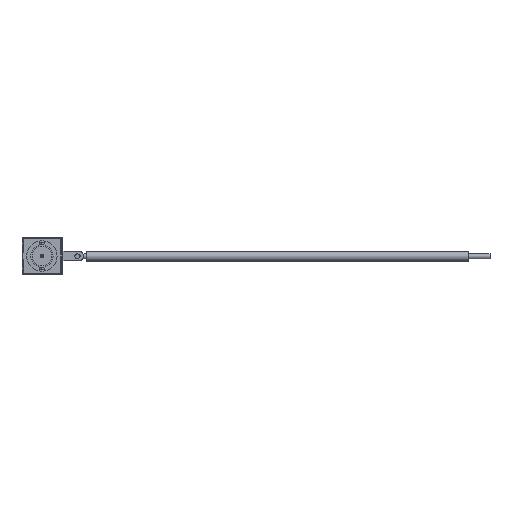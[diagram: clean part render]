
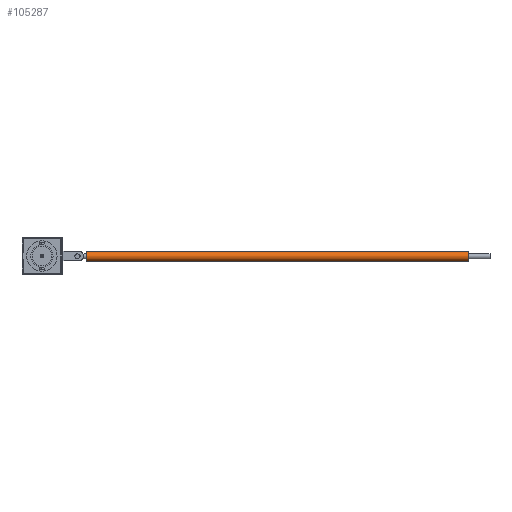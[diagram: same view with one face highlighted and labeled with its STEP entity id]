
A CAD part, left-side view. The second image highlights one B-rep face of the part: STEP entity #105287.
In plain terms, the highlighted cylindrical face has radius 2.032 mm (diameter 4.064 mm), a partial arc.
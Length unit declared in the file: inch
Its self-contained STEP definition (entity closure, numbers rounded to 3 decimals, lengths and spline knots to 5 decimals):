
#2992 = VECTOR ( 'NONE', #133833, 39.37008 ) ;
#5432 = CARTESIAN_POINT ( 'NONE',  ( 3.15, 0., 0. ) ) ;
#7943 = LINE ( 'NONE', #105488, #2992 ) ;
#9021 = CARTESIAN_POINT ( 'NONE',  ( -3.15, 0., 0. ) ) ;
#10019 = DIRECTION ( 'NONE',  ( 0., 0., 1. ) ) ;
#27948 = CIRCLE ( 'NONE', #103848, 0.08 ) ;
#33404 = EDGE_CURVE ( 'NONE', #179256, #167566, #7943, .T. ) ;
#37427 = DIRECTION ( 'NONE',  ( 0., 0., -1. ) ) ;
#40129 = VECTOR ( 'NONE', #190779, 39.37008 ) ;
#42113 = CYLINDRICAL_SURFACE ( 'NONE', #56015, 0.08 ) ;
#56015 = AXIS2_PLACEMENT_3D ( 'NONE', #152942, #150918, #10019 ) ;
#66933 = DIRECTION ( 'NONE',  ( 1., 0., 0. ) ) ;
#69291 = CIRCLE ( 'NONE', #136502, 0.08 ) ;
#100680 = VERTEX_POINT ( 'NONE', #149329 ) ;
#103848 = AXIS2_PLACEMENT_3D ( 'NONE', #9021, #132002, #37427 ) ;
#105287 = ADVANCED_FACE ( 'NONE', ( #145887 ), #42113, .T. ) ;
#105488 = CARTESIAN_POINT ( 'NONE',  ( 3.15, 0., -0.08 ) ) ;
#105512 = EDGE_CURVE ( 'NONE', #110532, #100680, #123598, .T. ) ;
#110532 = VERTEX_POINT ( 'NONE', #110593 ) ;
#110593 = CARTESIAN_POINT ( 'NONE',  ( 3.15, 0., 0.08 ) ) ;
#114685 = CARTESIAN_POINT ( 'NONE',  ( 3.15, 0., -0.08 ) ) ;
#117912 = ORIENTED_EDGE ( 'NONE', *, *, #33404, .F. ) ;
#123598 = LINE ( 'NONE', #143876, #40129 ) ;
#129961 = CARTESIAN_POINT ( 'NONE',  ( -3.15, 0., -0.08 ) ) ;
#132002 = DIRECTION ( 'NONE',  ( 1., 0., 0. ) ) ;
#133833 = DIRECTION ( 'NONE',  ( -1., 0., 0. ) ) ;
#136502 = AXIS2_PLACEMENT_3D ( 'NONE', #5432, #66933, #148361 ) ;
#143876 = CARTESIAN_POINT ( 'NONE',  ( 3.15, 0., 0.08 ) ) ;
#145887 = FACE_OUTER_BOUND ( 'NONE', #163195, .T. ) ;
#148361 = DIRECTION ( 'NONE',  ( 0., 0., -1. ) ) ;
#149329 = CARTESIAN_POINT ( 'NONE',  ( -3.15, 0., 0.08 ) ) ;
#150918 = DIRECTION ( 'NONE',  ( -1., 0., 0. ) ) ;
#152942 = CARTESIAN_POINT ( 'NONE',  ( 3.15, 0., 0. ) ) ;
#153586 = EDGE_CURVE ( 'NONE', #110532, #179256, #69291, .T. ) ;
#163195 = EDGE_LOOP ( 'NONE', ( #117912, #174706, #181088, #204642 ) ) ;
#167566 = VERTEX_POINT ( 'NONE', #129961 ) ;
#173552 = EDGE_CURVE ( 'NONE', #100680, #167566, #27948, .T. ) ;
#174706 = ORIENTED_EDGE ( 'NONE', *, *, #153586, .F. ) ;
#179256 = VERTEX_POINT ( 'NONE', #114685 ) ;
#181088 = ORIENTED_EDGE ( 'NONE', *, *, #105512, .T. ) ;
#190779 = DIRECTION ( 'NONE',  ( -1., 0., 0. ) ) ;
#204642 = ORIENTED_EDGE ( 'NONE', *, *, #173552, .T. ) ;
